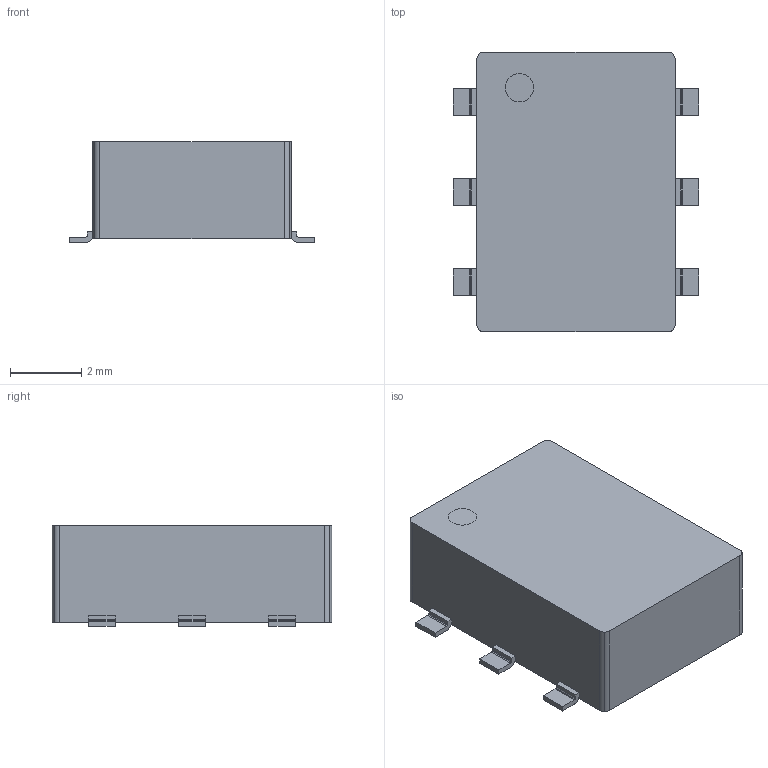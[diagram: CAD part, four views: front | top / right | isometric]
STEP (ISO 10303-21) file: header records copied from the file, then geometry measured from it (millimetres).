
FILE_DESCRIPTION((''),'2;1');
FILE_NAME('MINI-CIRCUIT_CD542.stp','2009-02-18T15:00:29',(''),(''),'Mechanical Desktop 2006','Mechanical Desktop 2006',', , ');
FILE_SCHEMA(('AUTOMOTIVE_DESIGN { 1 2 10303 214 0 1 1 1 }'));
Length unit declared in the file: millimetre
Products named in the file (1): Product
Bounding box: 6.91 x 7.87 x 2.84 mm (x, y, z)
Volume: 121 mm3; surface area: 172.4 mm2
Topology: 8 solids, 8 shells, 93 faces, 228 edges, 152 vertices
Faces by surface type: bspline 36, plane 33, cylinder 24
Entity records: 2962 total; most frequent: CARTESIAN_POINT 750, ORIENTED_EDGE 456, DIRECTION 416, EDGE_CURVE 228, VECTOR 156, LINE 156, VERTEX_POINT 152, AXIS2_PLACEMENT_3D 130
